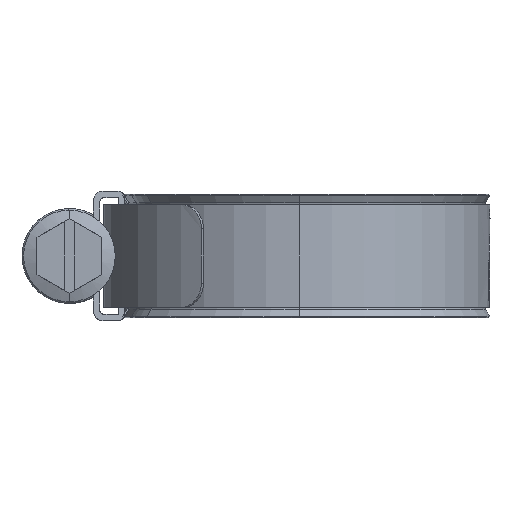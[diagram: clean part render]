
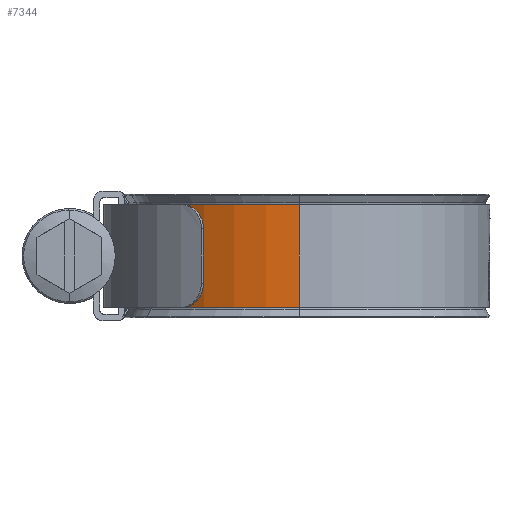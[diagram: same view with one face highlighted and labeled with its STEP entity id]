
A CAD part, left-side view. The second image highlights one B-rep face of the part: STEP entity #7344.
In plain terms, the highlighted cylindrical face has radius 23.53 mm (diameter 47.06 mm), a partial arc.
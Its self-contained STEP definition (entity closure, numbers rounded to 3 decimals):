
#342 = EDGE_LOOP ( 'NONE', ( #12409, #11198, #9886, #10513 ) ) ;
#1046 = EDGE_CURVE ( 'NONE', #3401, #10871, #4405, .T. ) ;
#3401 = VERTEX_POINT ( 'NONE', #10261 ) ;
#3537 = AXIS2_PLACEMENT_3D ( 'NONE', #4775, #9681, #6592 ) ;
#3808 = CYLINDRICAL_SURFACE ( 'NONE', #3537, 23.53 ) ;
#4086 = CARTESIAN_POINT ( 'NONE',  ( -23.53, 0., 6.35 ) ) ;
#4405 = CIRCLE ( 'NONE', #11056, 23.53 ) ;
#4449 = DIRECTION ( 'NONE',  ( 1., 0., 0. ) ) ;
#4691 = AXIS2_PLACEMENT_3D ( 'NONE', #9672, #11526, #6369 ) ;
#4775 = CARTESIAN_POINT ( 'NONE',  ( 0., 0., 6.35 ) ) ;
#5337 = CARTESIAN_POINT ( 'NONE',  ( 0., 23.53, -6.35 ) ) ;
#6369 = DIRECTION ( 'NONE',  ( 1., 0., 0. ) ) ;
#6507 = EDGE_CURVE ( 'NONE', #11989, #6720, #10471, .T. ) ;
#6592 = DIRECTION ( 'NONE',  ( -1., 0., 0. ) ) ;
#6720 = VERTEX_POINT ( 'NONE', #7546 ) ;
#7258 = LINE ( 'NONE', #4086, #12623 ) ;
#7344 = ADVANCED_FACE ( 'NONE', ( #12270 ), #3808, .T. ) ;
#7486 = CARTESIAN_POINT ( 'NONE',  ( 0., 0., 6.35 ) ) ;
#7489 = CARTESIAN_POINT ( 'NONE',  ( 0., 23.53, 6.35 ) ) ;
#7546 = CARTESIAN_POINT ( 'NONE',  ( -23.53, 0., -6.35 ) ) ;
#7965 = VECTOR ( 'NONE', #12862, 1000. ) ;
#8324 = DIRECTION ( 'NONE',  ( 0., 0., -1. ) ) ;
#9672 = CARTESIAN_POINT ( 'NONE',  ( 0., 0., -6.35 ) ) ;
#9681 = DIRECTION ( 'NONE',  ( 0., 0., -1. ) ) ;
#9886 = ORIENTED_EDGE ( 'NONE', *, *, #12793, .T. ) ;
#10261 = CARTESIAN_POINT ( 'NONE',  ( 0., 23.53, 6.35 ) ) ;
#10471 = CIRCLE ( 'NONE', #4691, 23.53 ) ;
#10513 = ORIENTED_EDGE ( 'NONE', *, *, #6507, .T. ) ;
#10871 = VERTEX_POINT ( 'NONE', #13599 ) ;
#11056 = AXIS2_PLACEMENT_3D ( 'NONE', #7486, #12932, #4449 ) ;
#11198 = ORIENTED_EDGE ( 'NONE', *, *, #1046, .F. ) ;
#11526 = DIRECTION ( 'NONE',  ( 0., 0., 1. ) ) ;
#11989 = VERTEX_POINT ( 'NONE', #5337 ) ;
#12024 = EDGE_CURVE ( 'NONE', #10871, #6720, #7258, .T. ) ;
#12270 = FACE_OUTER_BOUND ( 'NONE', #342, .T. ) ;
#12409 = ORIENTED_EDGE ( 'NONE', *, *, #12024, .F. ) ;
#12623 = VECTOR ( 'NONE', #8324, 1000. ) ;
#12793 = EDGE_CURVE ( 'NONE', #3401, #11989, #12996, .T. ) ;
#12862 = DIRECTION ( 'NONE',  ( 0., 0., -1. ) ) ;
#12932 = DIRECTION ( 'NONE',  ( 0., 0., 1. ) ) ;
#12996 = LINE ( 'NONE', #7489, #7965 ) ;
#13599 = CARTESIAN_POINT ( 'NONE',  ( -23.53, 0., 6.35 ) ) ;
